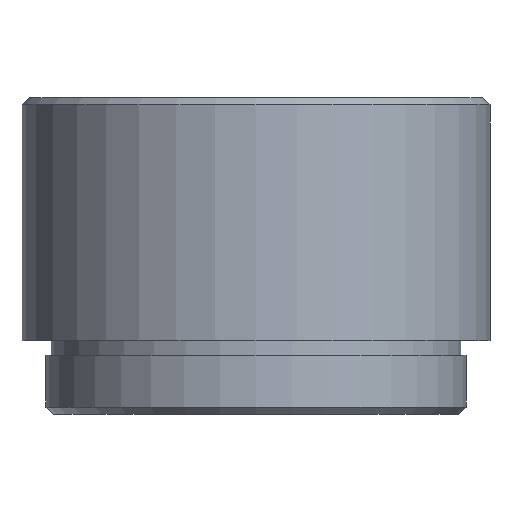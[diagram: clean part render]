
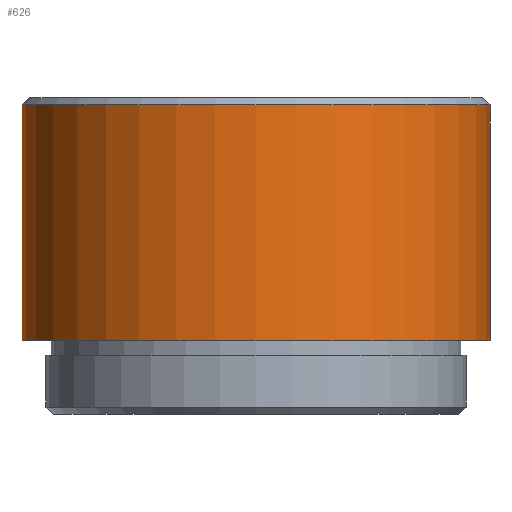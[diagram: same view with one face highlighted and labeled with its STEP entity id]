
A CAD part, front view. The second image highlights one B-rep face of the part: STEP entity #626.
In plain terms, the highlighted cylindrical face has radius 15.878 mm (diameter 31.756 mm), a partial arc.
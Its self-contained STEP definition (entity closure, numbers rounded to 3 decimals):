
#72 = EDGE_CURVE ( 'NONE', #345, #1199, #411, .T. ) ;
#85 = DIRECTION ( 'NONE',  ( -1., 0., 0. ) ) ;
#146 = CARTESIAN_POINT ( 'NONE',  ( -15.878, 0., 5. ) ) ;
#148 = CARTESIAN_POINT ( 'NONE',  ( 15.878, 0., 21.5 ) ) ;
#319 = CARTESIAN_POINT ( 'NONE',  ( 15.878, 0., 5. ) ) ;
#345 = VERTEX_POINT ( 'NONE', #787 ) ;
#381 = EDGE_CURVE ( 'NONE', #1654, #1116, #1007, .T. ) ;
#411 = LINE ( 'NONE', #148, #1428 ) ;
#437 = CARTESIAN_POINT ( 'NONE',  ( 0., 0., 21. ) ) ;
#447 = DIRECTION ( 'NONE',  ( 1., 0., 0. ) ) ;
#462 = CIRCLE ( 'NONE', #1020, 15.878 ) ;
#476 = CYLINDRICAL_SURFACE ( 'NONE', #802, 15.878 ) ;
#570 = EDGE_LOOP ( 'NONE', ( #1645, #1661, #846, #1638 ) ) ;
#584 = CARTESIAN_POINT ( 'NONE',  ( -15.878, 0., 21.5 ) ) ;
#626 = ADVANCED_FACE ( 'NONE', ( #1166 ), #476, .T. ) ;
#707 = CARTESIAN_POINT ( 'NONE',  ( -15.878, 0., 21. ) ) ;
#711 = DIRECTION ( 'NONE',  ( 0., 0., -1. ) ) ;
#787 = CARTESIAN_POINT ( 'NONE',  ( 15.878, 0., 21. ) ) ;
#802 = AXIS2_PLACEMENT_3D ( 'NONE', #912, #1685, #85 ) ;
#805 = CIRCLE ( 'NONE', #1602, 15.878 ) ;
#846 = ORIENTED_EDGE ( 'NONE', *, *, #381, .T. ) ;
#912 = CARTESIAN_POINT ( 'NONE',  ( 0., 0., 21.5 ) ) ;
#993 = EDGE_CURVE ( 'NONE', #1199, #1116, #462, .T. ) ;
#1007 = LINE ( 'NONE', #584, #1083 ) ;
#1020 = AXIS2_PLACEMENT_3D ( 'NONE', #1080, #1090, #1211 ) ;
#1080 = CARTESIAN_POINT ( 'NONE',  ( 0., 0., 5. ) ) ;
#1083 = VECTOR ( 'NONE', #1665, 1000. ) ;
#1090 = DIRECTION ( 'NONE',  ( 0., 0., -1. ) ) ;
#1116 = VERTEX_POINT ( 'NONE', #146 ) ;
#1166 = FACE_OUTER_BOUND ( 'NONE', #570, .T. ) ;
#1199 = VERTEX_POINT ( 'NONE', #319 ) ;
#1211 = DIRECTION ( 'NONE',  ( -1., 0., 0. ) ) ;
#1255 = DIRECTION ( 'NONE',  ( 0., 0., -1. ) ) ;
#1428 = VECTOR ( 'NONE', #711, 1000. ) ;
#1602 = AXIS2_PLACEMENT_3D ( 'NONE', #437, #1255, #447 ) ;
#1638 = ORIENTED_EDGE ( 'NONE', *, *, #993, .F. ) ;
#1645 = ORIENTED_EDGE ( 'NONE', *, *, #72, .F. ) ;
#1654 = VERTEX_POINT ( 'NONE', #707 ) ;
#1661 = ORIENTED_EDGE ( 'NONE', *, *, #1705, .T. ) ;
#1665 = DIRECTION ( 'NONE',  ( 0., 0., -1. ) ) ;
#1685 = DIRECTION ( 'NONE',  ( 0., 0., -1. ) ) ;
#1705 = EDGE_CURVE ( 'NONE', #345, #1654, #805, .T. ) ;
